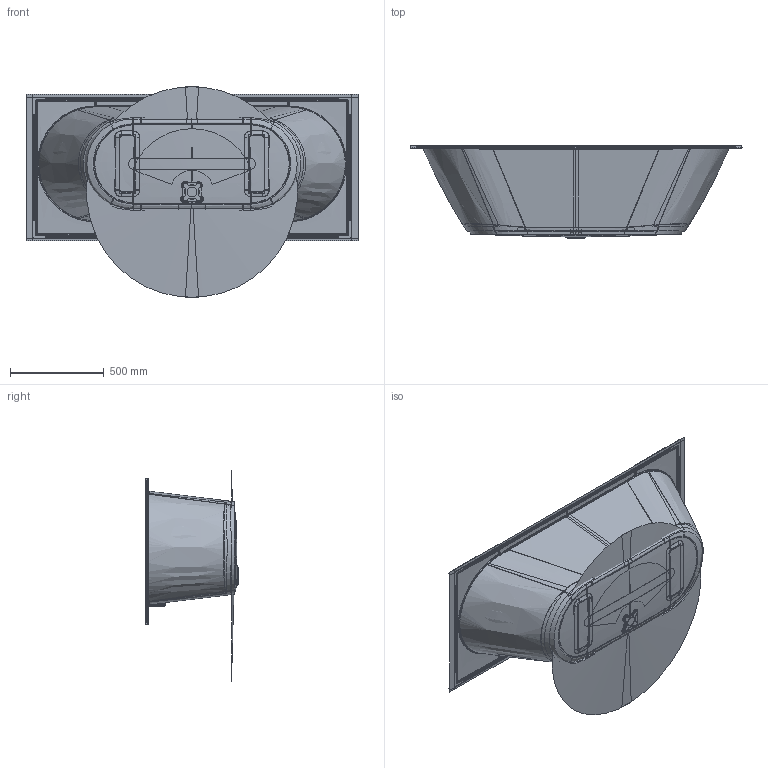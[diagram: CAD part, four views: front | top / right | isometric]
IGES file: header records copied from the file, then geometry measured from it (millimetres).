
Start section:  PTC IGES file: v3p1608-008_asm.igs
Global section: file name: v3p1608-008_asm.igs; native system: Creo Parametric by PTC Inc.; preprocessor: 2017170; author: radixh; organization: Unknown; date: 20171109.125023; units: millimetre
Bounding box: 1768 x 493.29 x 1120.82 mm (x, y, z)
Volume: 47548145.2 mm3; surface area: 52987675.8 mm2
Topology: 4 solids, 4 shells, 1226 faces, 7528 edges, 10562 vertices
Faces by surface type: bspline 796, revolution 408, extrusion 22
